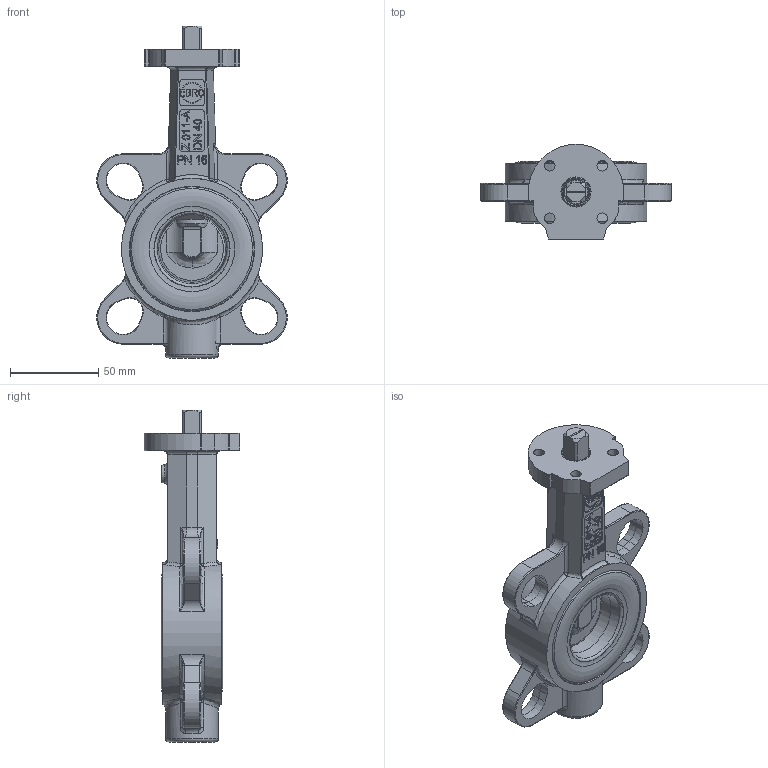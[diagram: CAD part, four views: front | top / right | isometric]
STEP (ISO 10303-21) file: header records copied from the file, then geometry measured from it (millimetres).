
FILE_DESCRIPTION((''),'2;1');
FILE_NAME('Z011-A-GG DN40.stp','2013-02-18T10:01:55',('hellwig'),(''),'Autodesk Inventor 2011','Autodesk Inventor 2011','');
FILE_SCHEMA(('CONFIG_CONTROL_DESIGN'));
Length unit declared in the file: millimetre
Products named in the file (1): M129_Konturvereinfachung_1
Bounding box: 107.73 x 54 x 187.9 mm (x, y, z)
Volume: 240253 mm3; surface area: 59878.9 mm2
Topology: 1 solids, 6 shells, 759 faces, 1942 edges, 1212 vertices
Faces by surface type: plane 283, bspline 189, cylinder 154, torus 77, cone 46, sphere 10
Full cylindrical faces by diameter (mm): 4 x1, 4.917 x2, 6 x4, 11 x1, 11.2 x1, 12 x3, 12.2 x3, 12.35 x1, 14 x3, 14.35 x1, 16.95 x2, 17 x2, 30 x1, 70 x2, 71 x2
Entity records: 26180 total; most frequent: CARTESIAN_POINT 8730, ORIENTED_EDGE 3618, DIRECTION 3005, EDGE_CURVE 1809, VERTEX_POINT 1181, AXIS2_PLACEMENT_3D 1085, EDGE_LOOP 905, VECTOR 835
